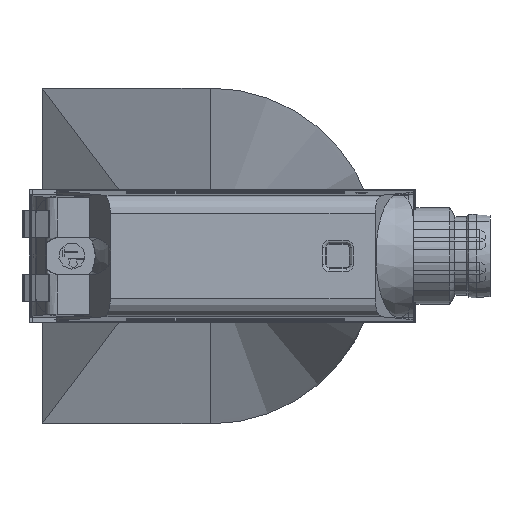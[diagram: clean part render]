
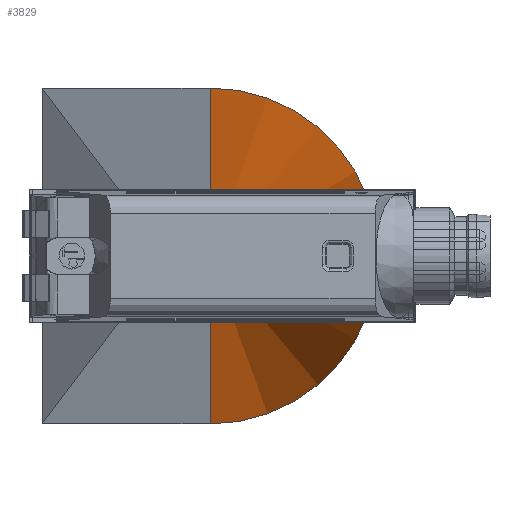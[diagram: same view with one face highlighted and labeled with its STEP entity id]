
A CAD part, left-side view. The second image highlights one B-rep face of the part: STEP entity #3829.
In plain terms, the highlighted conical face has half-angle 0.349 degrees and reference radius 1.7 mm.
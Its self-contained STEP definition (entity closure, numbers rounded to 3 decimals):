
#69=CONICAL_SURFACE('',#4361,1.7,0.006);
#259=CIRCLE('',#4362,13.9);
#260=CIRCLE('',#4363,1.706);
#500=FACE_OUTER_BOUND('',#731,.T.);
#731=EDGE_LOOP('',(#3275,#3276,#3277,#3278));
#1073=LINE('',#6543,#1423);
#1423=VECTOR('',#5412,1.7);
#1767=VERTEX_POINT('',#6540);
#1768=VERTEX_POINT('',#6542);
#2272=EDGE_CURVE('',#1767,#1767,#259,.T.);
#2273=EDGE_CURVE('',#1767,#1768,#1073,.T.);
#2274=EDGE_CURVE('',#1768,#1768,#260,.T.);
#3275=ORIENTED_EDGE('',*,*,#2272,.F.);
#3276=ORIENTED_EDGE('',*,*,#2273,.T.);
#3277=ORIENTED_EDGE('',*,*,#2274,.F.);
#3278=ORIENTED_EDGE('',*,*,#2273,.F.);
#3829=ADVANCED_FACE('',(#500),#69,.T.);
#4361=AXIS2_PLACEMENT_3D('',#6539,#5408,#5409);
#4362=AXIS2_PLACEMENT_3D('',#6541,#5410,#5411);
#4363=AXIS2_PLACEMENT_3D('',#6544,#5413,#5414);
#5408=DIRECTION('center_axis',(1.,0.,0.));
#5409=DIRECTION('ref_axis',(0.,0.,-1.));
#5410=DIRECTION('center_axis',(1.,0.,0.));
#5411=DIRECTION('ref_axis',(0.,0.,-1.));
#5412=DIRECTION('',(-1.,0.,-0.006));
#5413=DIRECTION('center_axis',(-1.,0.,0.));
#5414=DIRECTION('ref_axis',(0.,0.,1.));
#6539=CARTESIAN_POINT('Origin',(0.,0.,0.));
#6540=CARTESIAN_POINT('',(2000.,0.,13.9));
#6541=CARTESIAN_POINT('Origin',(2000.,0.,0.));
#6542=CARTESIAN_POINT('',(1.,0.,1.706));
#6543=CARTESIAN_POINT('',(0.,0.,1.7));
#6544=CARTESIAN_POINT('Origin',(1.,0.,0.));
